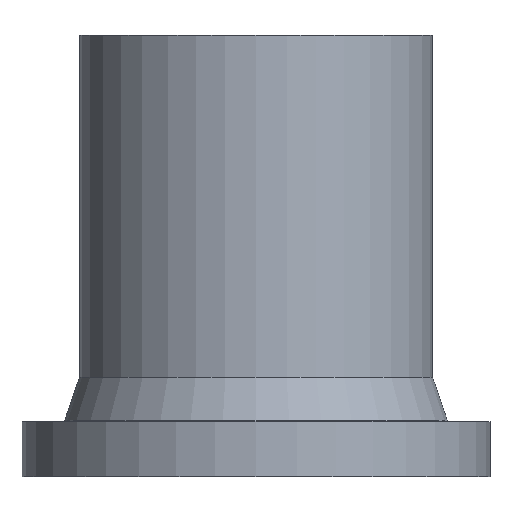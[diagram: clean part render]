
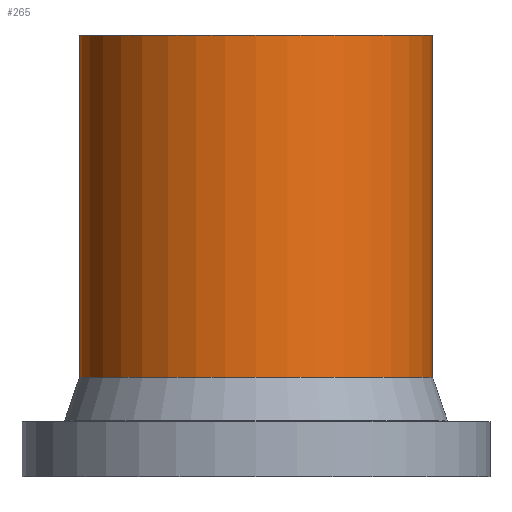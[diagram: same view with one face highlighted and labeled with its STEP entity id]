
A CAD part, front view. The second image highlights one B-rep face of the part: STEP entity #265.
In plain terms, the highlighted cylindrical face has radius 80 mm (diameter 160 mm), a partial arc.
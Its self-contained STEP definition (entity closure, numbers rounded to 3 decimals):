
#9 = VECTOR ( 'NONE', #146, 1000. ) ;
#17 = CIRCLE ( 'NONE', #236, 80. ) ;
#21 = ORIENTED_EDGE ( 'NONE', *, *, #76, .F. ) ;
#36 = CARTESIAN_POINT ( 'NONE',  ( 80., 0., 200. ) ) ;
#43 = CARTESIAN_POINT ( 'NONE',  ( -80., 0., 200. ) ) ;
#61 = ORIENTED_EDGE ( 'NONE', *, *, #315, .T. ) ;
#75 = DIRECTION ( 'NONE',  ( 0., 0., -1. ) ) ;
#76 = EDGE_CURVE ( 'NONE', #290, #325, #17, .T. ) ;
#82 = AXIS2_PLACEMENT_3D ( 'NONE', #114, #223, #441 ) ;
#99 = ORIENTED_EDGE ( 'NONE', *, *, #398, .T. ) ;
#114 = CARTESIAN_POINT ( 'NONE',  ( 0., 0., 0. ) ) ;
#144 = CARTESIAN_POINT ( 'NONE',  ( 80., 0., 0. ) ) ;
#146 = DIRECTION ( 'NONE',  ( 0., 0., -1. ) ) ;
#190 = CYLINDRICAL_SURFACE ( 'NONE', #82, 80. ) ;
#195 = EDGE_CURVE ( 'NONE', #293, #290, #284, .T. ) ;
#223 = DIRECTION ( 'NONE',  ( 0., 0., -1. ) ) ;
#236 = AXIS2_PLACEMENT_3D ( 'NONE', #391, #251, #475 ) ;
#251 = DIRECTION ( 'NONE',  ( 0., 0., -1. ) ) ;
#264 = CARTESIAN_POINT ( 'NONE',  ( -80., 0., 45. ) ) ;
#265 = ADVANCED_FACE ( 'NONE', ( #299 ), #190, .T. ) ;
#268 = LINE ( 'NONE', #405, #413 ) ;
#284 = LINE ( 'NONE', #144, #9 ) ;
#290 = VERTEX_POINT ( 'NONE', #372 ) ;
#293 = VERTEX_POINT ( 'NONE', #36 ) ;
#294 = VERTEX_POINT ( 'NONE', #43 ) ;
#299 = FACE_OUTER_BOUND ( 'NONE', #399, .T. ) ;
#307 = DIRECTION ( 'NONE',  ( 0., 0., -1. ) ) ;
#315 = EDGE_CURVE ( 'NONE', #294, #325, #268, .T. ) ;
#325 = VERTEX_POINT ( 'NONE', #264 ) ;
#372 = CARTESIAN_POINT ( 'NONE',  ( 80., 0., 45. ) ) ;
#391 = CARTESIAN_POINT ( 'NONE',  ( 0., 0., 45. ) ) ;
#398 = EDGE_CURVE ( 'NONE', #293, #294, #479, .T. ) ;
#399 = EDGE_LOOP ( 'NONE', ( #401, #99, #61, #21 ) ) ;
#401 = ORIENTED_EDGE ( 'NONE', *, *, #195, .F. ) ;
#405 = CARTESIAN_POINT ( 'NONE',  ( -80., 0., 0. ) ) ;
#411 = CARTESIAN_POINT ( 'NONE',  ( 0., 0., 200. ) ) ;
#413 = VECTOR ( 'NONE', #75, 1000. ) ;
#441 = DIRECTION ( 'NONE',  ( -1., 0., 0. ) ) ;
#446 = AXIS2_PLACEMENT_3D ( 'NONE', #411, #307, #447 ) ;
#447 = DIRECTION ( 'NONE',  ( -1., 0., 0. ) ) ;
#475 = DIRECTION ( 'NONE',  ( -1., 0., 0. ) ) ;
#479 = CIRCLE ( 'NONE', #446, 80. ) ;
